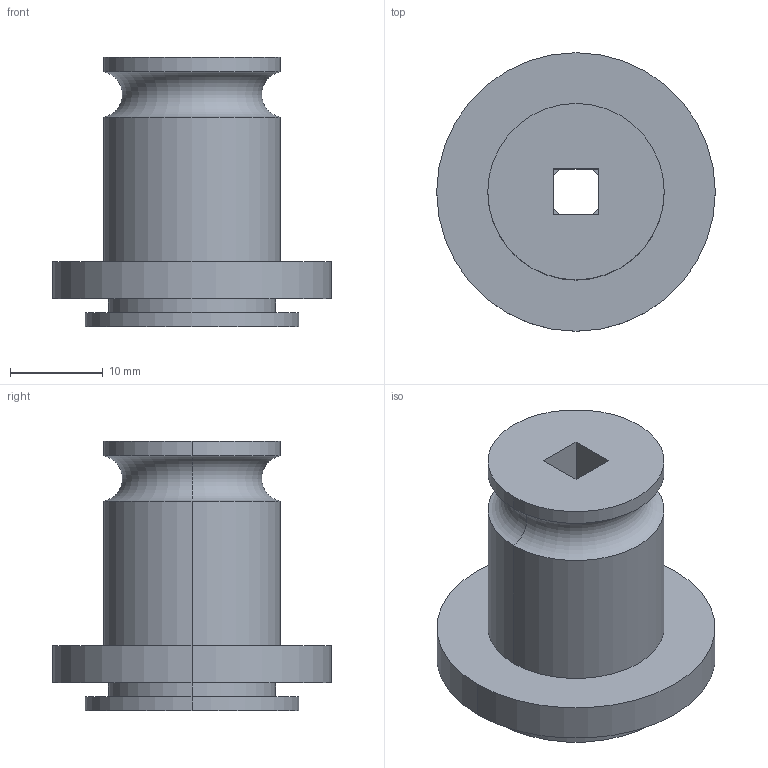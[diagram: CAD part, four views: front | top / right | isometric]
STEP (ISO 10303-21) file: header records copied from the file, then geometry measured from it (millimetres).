
FILE_DESCRIPTION(/* description */ (''),/* implementation_level */ '2;1');
FILE_NAME(/* name */ 'T52412060049.stp',/* time_stamp */ '2012-10-16T16:32:06+05:00',/* author */ (''),/* organization */ (''),/* preprocessor_version */ 'ST-DEVELOPER v11',/* originating_system */ 'SIEMENS PLM Software NX 7.5',/* authorisation */ '');
FILE_SCHEMA (('AUTOMOTIVE_DESIGN { 1 0 10303 214 1 1 1 1 }'));
Length unit declared in the file: millimetre
Products named in the file (1): inpu3C13zaq0
Bounding box: 30 x 30 x 29 mm (x, y, z)
Volume: 8901.9 mm3; surface area: 4189.4 mm2
Topology: 1 solids, 1 shells, 31 faces, 66 edges, 41 vertices
Faces by surface type: plane 17, cylinder 12, torus 2
Entity records: 872 total; most frequent: DIRECTION 164, CARTESIAN_POINT 139, ORIENTED_EDGE 132, EDGE_CURVE 66, AXIS2_PLACEMENT_3D 66, VERTEX_POINT 40, EDGE_LOOP 36, CIRCLE 34
